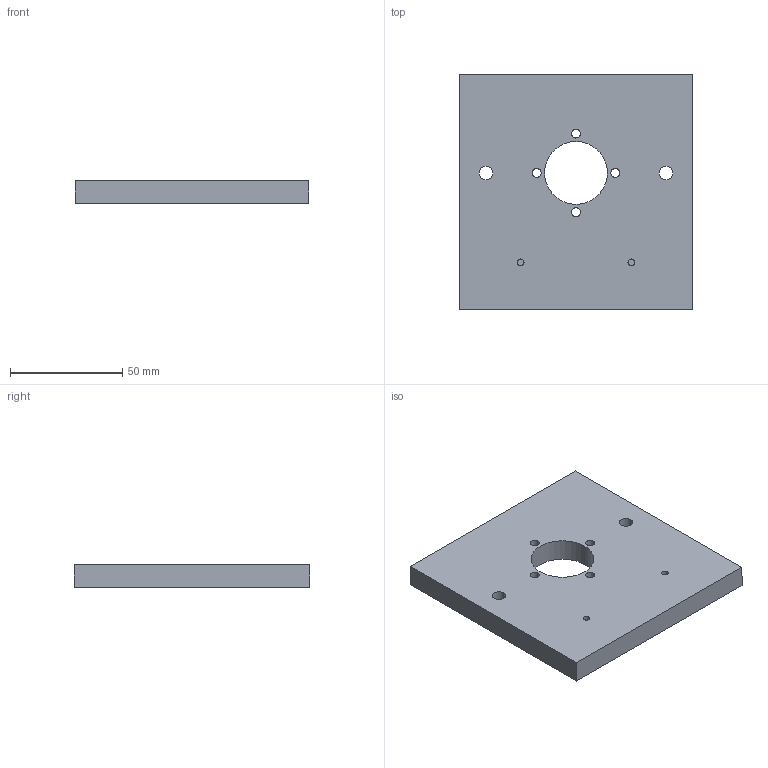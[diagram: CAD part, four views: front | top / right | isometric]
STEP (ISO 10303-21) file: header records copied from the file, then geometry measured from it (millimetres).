
FILE_DESCRIPTION (( 'STEP AP203' ), '1' );
FILE_NAME ('support_moteur_protoV2.STEP', '2024-09-11T22:25:43', ( '' ), ( '' ), 'SwSTEP 2.0', 'SolidWorks 2024', '' );
FILE_SCHEMA (( 'CONFIG_CONTROL_DESIGN' ));
Length unit declared in the file: millimetre
Products named in the file (1): support_moteur_protoV2
Bounding box: 104 x 105 x 10 mm (x, y, z)
Volume: 100332.9 mm3; surface area: 27685 mm2
Topology: 1 solids, 1 shells, 38 faces, 90 edges, 60 vertices
Faces by surface type: cylinder 26, plane 12
Entity records: 1231 total; most frequent: DIRECTION 220, CARTESIAN_POINT 189, ORIENTED_EDGE 180, AXIS2_PLACEMENT_3D 91, EDGE_CURVE 90, VERTEX_POINT 60, EDGE_LOOP 58, CIRCLE 52
